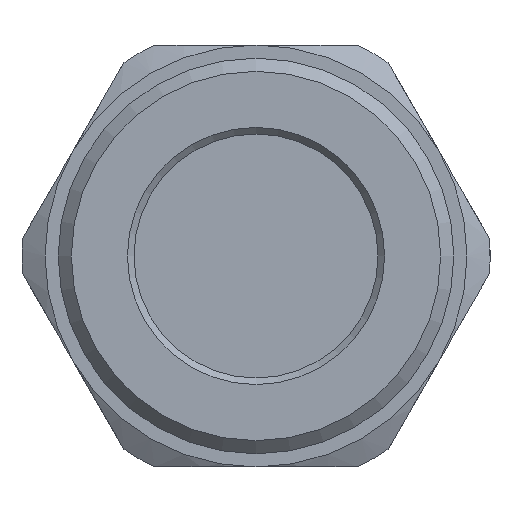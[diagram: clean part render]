
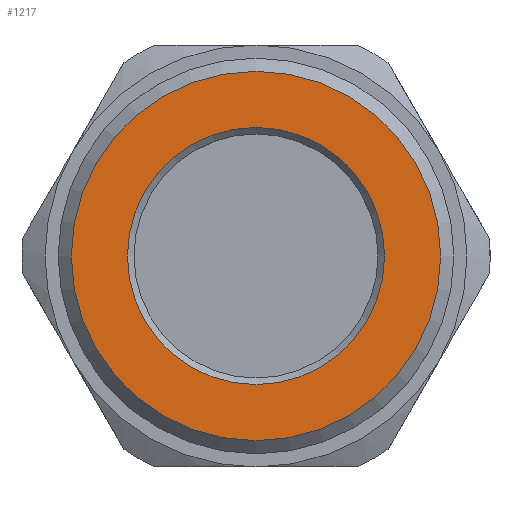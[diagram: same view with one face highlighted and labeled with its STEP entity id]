
A CAD part, front view. The second image highlights one B-rep face of the part: STEP entity #1217.
In plain terms, the highlighted planar face has unit normal (0, -1, 0).
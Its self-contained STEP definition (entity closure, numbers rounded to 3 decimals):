
#73=FACE_BOUND('',#396,.T.);
#320=FACE_OUTER_BOUND('',#395,.T.);
#395=EDGE_LOOP('',(#928));
#396=EDGE_LOOP('',(#929));
#474=CIRCLE('',#1335,9.75);
#475=CIRCLE('',#1337,14.);
#565=VERTEX_POINT('',#1947);
#566=VERTEX_POINT('',#1951);
#696=EDGE_CURVE('',#565,#565,#474,.T.);
#698=EDGE_CURVE('',#566,#566,#475,.T.);
#928=ORIENTED_EDGE('',*,*,#698,.F.);
#929=ORIENTED_EDGE('',*,*,#696,.F.);
#1174=PLANE('',#1336);
#1217=ADVANCED_FACE('',(#320,#73),#1174,.T.);
#1335=AXIS2_PLACEMENT_3D('',#1948,#1559,#1560);
#1336=AXIS2_PLACEMENT_3D('',#1950,#1562,#1563);
#1337=AXIS2_PLACEMENT_3D('',#1952,#1564,#1565);
#1559=DIRECTION('center_axis',(0.,-1.,0.));
#1560=DIRECTION('ref_axis',(1.,0.,0.));
#1562=DIRECTION('center_axis',(0.,-1.,0.));
#1563=DIRECTION('ref_axis',(0.,0.,-1.));
#1564=DIRECTION('center_axis',(0.,1.,0.));
#1565=DIRECTION('ref_axis',(1.,0.,0.));
#1947=CARTESIAN_POINT('',(-14.182,-11.346,0.));
#1948=CARTESIAN_POINT('Origin',(-4.432,-11.346,0.));
#1950=CARTESIAN_POINT('Origin',(-16.557,-11.346,0.));
#1951=CARTESIAN_POINT('',(-18.432,-11.346,0.));
#1952=CARTESIAN_POINT('Origin',(-4.432,-11.346,0.));
